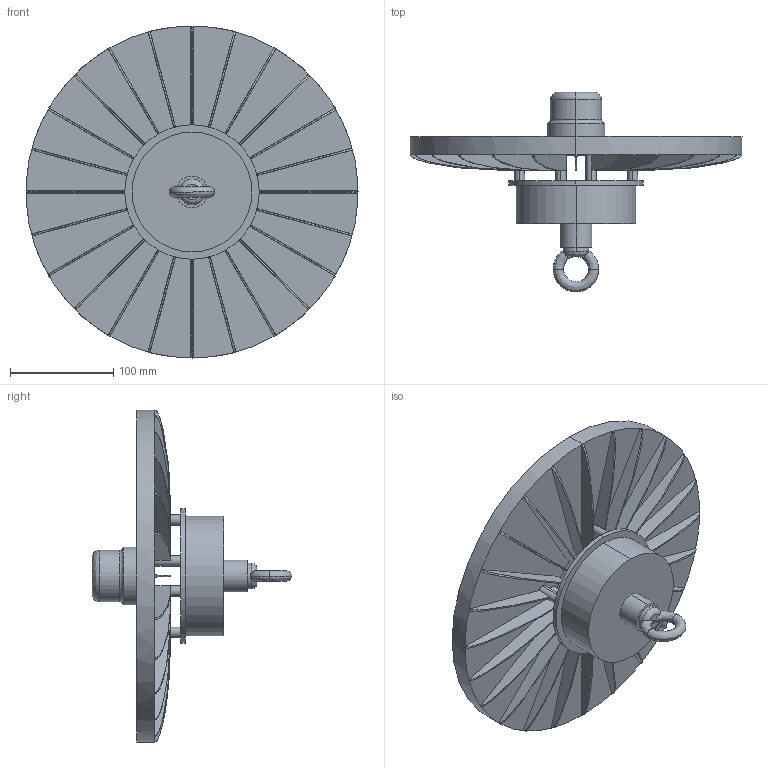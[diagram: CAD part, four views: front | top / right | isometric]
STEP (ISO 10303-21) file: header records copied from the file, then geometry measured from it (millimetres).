
FILE_DESCRIPTION (( 'STEP AP214' ), '1' );
FILE_NAME ('HB_G4_SEN_147W.STEP', '2024-08-14T08:05:43', ( '' ), ( '' ), 'SwSTEP 2.0', 'SolidWorks 2022', '' );
FILE_SCHEMA (( 'AUTOMOTIVE_DESIGN' ));
Length unit declared in the file: millimetre
Products named in the file (7): HB_G4_SEN_147W_6; HB_G4_SEN_147W; HB_G4_SEN_147W_3; HB_G4_SEN_147W_4; HB_G4_SEN_147W_2; HB_G4_SEN_147W_5
Assembly tree (6 placements, depth 2):
  HB_G4_SEN_147W
    HB_G4_SEN_147W_4
    HB_G4_SEN_147W_6
    HB_G4_SEN_147W_3
    HB_G4_SEN_147W_5
    HB_G4_SEN_147W_2
    HB_G4_SEN_147W
Bounding box: 321 x 193.31 x 321 mm (x, y, z)
Volume: 1404559.9 mm3; surface area: 453385.2 mm2
Topology: 6 solids, 6 shells, 180 faces, 453 edges, 312 vertices
Faces by surface type: plane 104, bspline 38, cylinder 36, cone 2
Entity records: 17245 total; most frequent: CARTESIAN_POINT 10955, ORIENTED_EDGE 906, DIRECTION 710, EDGE_CURVE 453, VERTEX_POINT 312, VECTOR 240, LINE 240, AXIS2_PLACEMENT_3D 235
